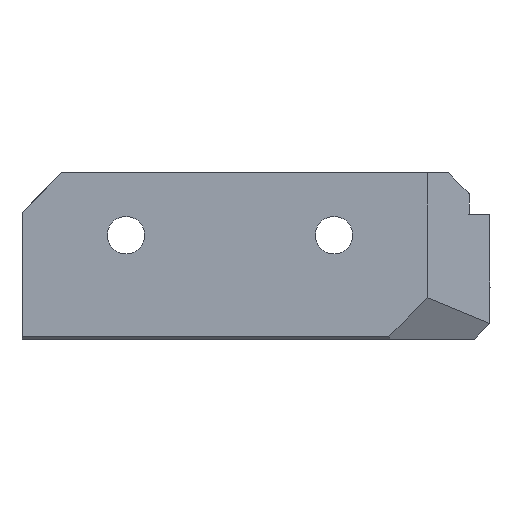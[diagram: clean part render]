
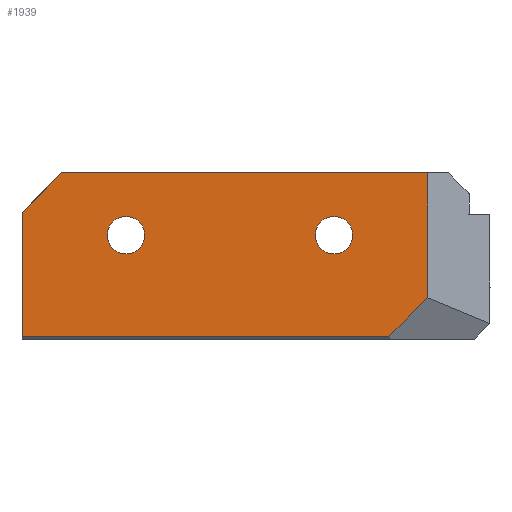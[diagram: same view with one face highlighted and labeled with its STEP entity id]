
A CAD part, left-side view. The second image highlights one B-rep face of the part: STEP entity #1939.
In plain terms, the highlighted planar face has unit normal (-1, 0, 0).
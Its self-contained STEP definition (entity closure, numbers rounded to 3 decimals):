
#37 = CARTESIAN_POINT ( 'NONE',  ( 0., 1., 16. ) ) ;
#53 = LINE ( 'NONE', #929, #2340 ) ;
#77 = EDGE_CURVE ( 'NONE', #1041, #1372, #454, .T. ) ;
#156 = VECTOR ( 'NONE', #1769, 1000. ) ;
#161 = CARTESIAN_POINT ( 'NONE',  ( 0., -5., 0. ) ) ;
#184 = DIRECTION ( 'NONE',  ( -1., 0., 0. ) ) ;
#190 = CARTESIAN_POINT ( 'NONE',  ( 0., 40., 0.271 ) ) ;
#208 = EDGE_CURVE ( 'NONE', #1978, #1589, #873, .T. ) ;
#239 = CIRCLE ( 'NONE', #1598, 1.8 ) ;
#345 = FACE_BOUND ( 'NONE', #1523, .T. ) ;
#454 = LINE ( 'NONE', #954, #2696 ) ;
#492 = CARTESIAN_POINT ( 'NONE',  ( 0., 30., 10. ) ) ;
#515 = CIRCLE ( 'NONE', #2139, 1.8 ) ;
#534 = CARTESIAN_POINT ( 'NONE',  ( 0., 36.2, 16. ) ) ;
#578 = ORIENTED_EDGE ( 'NONE', *, *, #208, .F. ) ;
#655 = DIRECTION ( 'NONE',  ( 0., 0., -1. ) ) ;
#689 = DIRECTION ( 'NONE',  ( 0., 0., -1. ) ) ;
#725 = CIRCLE ( 'NONE', #1604, 1.8 ) ;
#749 = ORIENTED_EDGE ( 'NONE', *, *, #2414, .T. ) ;
#838 = VECTOR ( 'NONE', #2624, 1000. ) ;
#873 = LINE ( 'NONE', #1724, #838 ) ;
#894 = LINE ( 'NONE', #1181, #2213 ) ;
#929 = CARTESIAN_POINT ( 'NONE',  ( 0., 40., 0. ) ) ;
#954 = CARTESIAN_POINT ( 'NONE',  ( 0., 49.707, 2.493 ) ) ;
#976 = FACE_OUTER_BOUND ( 'NONE', #1033, .T. ) ;
#999 = VECTOR ( 'NONE', #1548, 1000. ) ;
#1011 = CARTESIAN_POINT ( 'NONE',  ( 0., 1., 4. ) ) ;
#1016 = DIRECTION ( 'NONE',  ( -1., 0., 0. ) ) ;
#1022 = ORIENTED_EDGE ( 'NONE', *, *, #2187, .F. ) ;
#1028 = CARTESIAN_POINT ( 'NONE',  ( 0., 10., 10. ) ) ;
#1033 = EDGE_LOOP ( 'NONE', ( #749, #578, #1148, #1871, #1367, #1351 ) ) ;
#1041 = VERTEX_POINT ( 'NONE', #2520 ) ;
#1054 = ORIENTED_EDGE ( 'NONE', *, *, #2523, .F. ) ;
#1137 = DIRECTION ( 'NONE',  ( 0., 0., 1. ) ) ;
#1148 = ORIENTED_EDGE ( 'NONE', *, *, #2763, .F. ) ;
#1181 = CARTESIAN_POINT ( 'NONE',  ( 0., -5., 0.271 ) ) ;
#1219 = CARTESIAN_POINT ( 'NONE',  ( 0., 10., 8.2 ) ) ;
#1251 = CARTESIAN_POINT ( 'NONE',  ( 0., 4.729, 0.271 ) ) ;
#1279 = EDGE_CURVE ( 'NONE', #2370, #2323, #239, .T. ) ;
#1351 = ORIENTED_EDGE ( 'NONE', *, *, #2786, .F. ) ;
#1367 = ORIENTED_EDGE ( 'NONE', *, *, #77, .F. ) ;
#1372 = VERTEX_POINT ( 'NONE', #534 ) ;
#1444 = PLANE ( 'NONE',  #1823 ) ;
#1523 = EDGE_LOOP ( 'NONE', ( #1022, #2431 ) ) ;
#1548 = DIRECTION ( 'NONE',  ( 0., -1., 0. ) ) ;
#1580 = DIRECTION ( 'NONE',  ( -1., 0., 0. ) ) ;
#1588 = LINE ( 'NONE', #2600, #999 ) ;
#1589 = VERTEX_POINT ( 'NONE', #1251 ) ;
#1598 = AXIS2_PLACEMENT_3D ( 'NONE', #492, #2623, #689 ) ;
#1604 = AXIS2_PLACEMENT_3D ( 'NONE', #2770, #184, #2369 ) ;
#1617 = CARTESIAN_POINT ( 'NONE',  ( 0., 30., 8.2 ) ) ;
#1667 = FACE_BOUND ( 'NONE', #2275, .T. ) ;
#1724 = CARTESIAN_POINT ( 'NONE',  ( 0., 1., 4. ) ) ;
#1769 = DIRECTION ( 'NONE',  ( 0., 0., -1. ) ) ;
#1811 = VERTEX_POINT ( 'NONE', #37 ) ;
#1823 = AXIS2_PLACEMENT_3D ( 'NONE', #161, #2519, #2090 ) ;
#1871 = ORIENTED_EDGE ( 'NONE', *, *, #2670, .F. ) ;
#1901 = LINE ( 'NONE', #2642, #156 ) ;
#1930 = DIRECTION ( 'NONE',  ( 0., -0.707, 0.707 ) ) ;
#1939 = ADVANCED_FACE ( 'NONE', ( #976, #1667, #345 ), #1444, .F. ) ;
#1969 = ORIENTED_EDGE ( 'NONE', *, *, #1279, .F. ) ;
#1978 = VERTEX_POINT ( 'NONE', #1011 ) ;
#1992 = VERTEX_POINT ( 'NONE', #1219 ) ;
#2044 = CARTESIAN_POINT ( 'NONE',  ( 0., 30., 11.8 ) ) ;
#2065 = AXIS2_PLACEMENT_3D ( 'NONE', #2464, #1580, #655 ) ;
#2085 = VERTEX_POINT ( 'NONE', #190 ) ;
#2090 = DIRECTION ( 'NONE',  ( 0., 0., -1. ) ) ;
#2139 = AXIS2_PLACEMENT_3D ( 'NONE', #1028, #1016, #2543 ) ;
#2141 = VERTEX_POINT ( 'NONE', #2344 ) ;
#2187 = EDGE_CURVE ( 'NONE', #1992, #2141, #2578, .T. ) ;
#2213 = VECTOR ( 'NONE', #2692, 1000. ) ;
#2275 = EDGE_LOOP ( 'NONE', ( #1969, #1054 ) ) ;
#2323 = VERTEX_POINT ( 'NONE', #2044 ) ;
#2340 = VECTOR ( 'NONE', #1137, 1000. ) ;
#2344 = CARTESIAN_POINT ( 'NONE',  ( 0., 10., 11.8 ) ) ;
#2369 = DIRECTION ( 'NONE',  ( 0., 0., -1. ) ) ;
#2370 = VERTEX_POINT ( 'NONE', #1617 ) ;
#2414 = EDGE_CURVE ( 'NONE', #2085, #1589, #894, .T. ) ;
#2431 = ORIENTED_EDGE ( 'NONE', *, *, #2557, .F. ) ;
#2464 = CARTESIAN_POINT ( 'NONE',  ( 0., 10., 10. ) ) ;
#2519 = DIRECTION ( 'NONE',  ( 1., 0., 0. ) ) ;
#2520 = CARTESIAN_POINT ( 'NONE',  ( 0., 40., 12.2 ) ) ;
#2523 = EDGE_CURVE ( 'NONE', #2323, #2370, #725, .T. ) ;
#2543 = DIRECTION ( 'NONE',  ( 0., 0., -1. ) ) ;
#2557 = EDGE_CURVE ( 'NONE', #2141, #1992, #515, .T. ) ;
#2578 = CIRCLE ( 'NONE', #2065, 1.8 ) ;
#2600 = CARTESIAN_POINT ( 'NONE',  ( 0., -5., 16. ) ) ;
#2623 = DIRECTION ( 'NONE',  ( -1., 0., 0. ) ) ;
#2624 = DIRECTION ( 'NONE',  ( 0., 0.707, -0.707 ) ) ;
#2642 = CARTESIAN_POINT ( 'NONE',  ( 0., 1., 0. ) ) ;
#2670 = EDGE_CURVE ( 'NONE', #1372, #1811, #1588, .T. ) ;
#2692 = DIRECTION ( 'NONE',  ( 0., -1., 0. ) ) ;
#2696 = VECTOR ( 'NONE', #1930, 1000. ) ;
#2763 = EDGE_CURVE ( 'NONE', #1811, #1978, #1901, .T. ) ;
#2770 = CARTESIAN_POINT ( 'NONE',  ( 0., 30., 10. ) ) ;
#2786 = EDGE_CURVE ( 'NONE', #2085, #1041, #53, .T. ) ;
